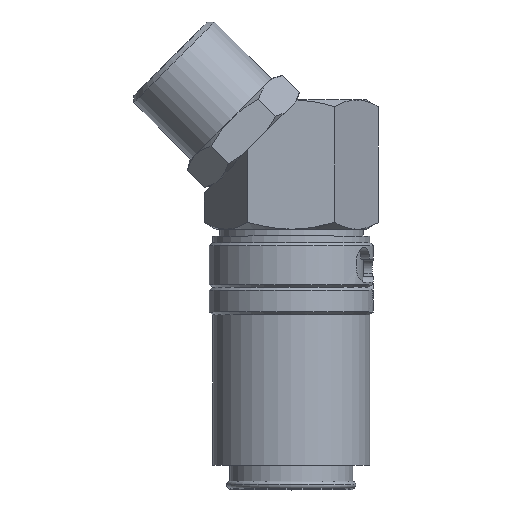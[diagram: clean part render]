
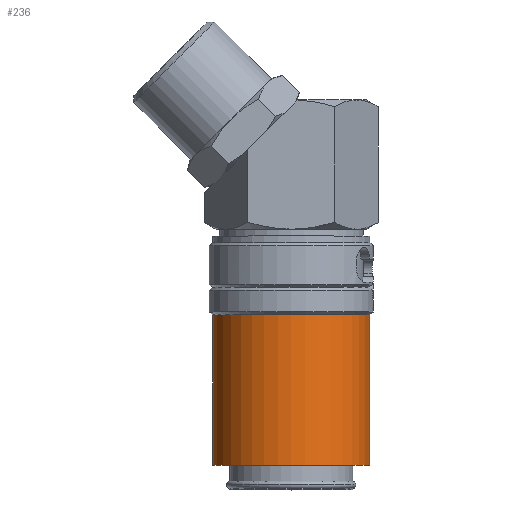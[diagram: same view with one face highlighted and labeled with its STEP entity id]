
A CAD part, top view. The second image highlights one B-rep face of the part: STEP entity #236.
In plain terms, the highlighted cylindrical face has radius 11.5 mm (diameter 23 mm), a partial arc.
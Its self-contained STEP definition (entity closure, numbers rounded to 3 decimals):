
#236=ADVANCED_FACE('',(#534),#535,.T.);
#534=FACE_OUTER_BOUND('',#890,.T.);
#535=CYLINDRICAL_SURFACE('',#891,11.5);
#890=EDGE_LOOP('',(#1530,#1531,#1532,#1533));
#891=AXIS2_PLACEMENT_3D('',#1534,#1535,#1536);
#1530=ORIENTED_EDGE('',*,*,#2328,.T.);
#1531=ORIENTED_EDGE('',*,*,#2093,.F.);
#1532=ORIENTED_EDGE('',*,*,#2329,.T.);
#1533=ORIENTED_EDGE('',*,*,#2330,.T.);
#1534=CARTESIAN_POINT('',(0.0,14.6,0.0));
#1535=DIRECTION('',(-0.0,1.0,0.0));
#1536=DIRECTION('',(1.0,0.0,0.0));
#2093=EDGE_CURVE('',#2483,#2478,#2485,.T.);
#2328=EDGE_CURVE('',#2857,#2478,#2858,.T.);
#2329=EDGE_CURVE('',#2483,#2859,#2860,.T.);
#2330=EDGE_CURVE('',#2859,#2857,#2861,.T.);
#2478=VERTEX_POINT('',#3027);
#2483=VERTEX_POINT('',#3033);
#2485=CIRCLE('',#3036,11.5);
#2857=VERTEX_POINT('',#4439);
#2858=LINE('',#4440,#4441);
#2859=VERTEX_POINT('',#4442);
#2860=LINE('',#4443,#4444);
#2861=CIRCLE('',#4445,11.5);
#3027=CARTESIAN_POINT('',(11.5,25.6,0.0));
#3033=CARTESIAN_POINT('',(-11.5,25.6,0.));
#3036=AXIS2_PLACEMENT_3D('',#5027,#5028,#5029);
#4439=CARTESIAN_POINT('',(11.5,3.6,0.0));
#4440=CARTESIAN_POINT('',(11.5,14.6,0.));
#4441=VECTOR('',#5318,1.0);
#4442=CARTESIAN_POINT('',(-11.5,3.6,0.));
#4443=CARTESIAN_POINT('',(-11.5,14.6,0.));
#4444=VECTOR('',#5319,1.0);
#4445=AXIS2_PLACEMENT_3D('',#5320,#5321,#5322);
#5027=CARTESIAN_POINT('',(0.0,25.6,0.0));
#5028=DIRECTION('',(-0.0,1.0,0.0));
#5029=DIRECTION('',(1.0,0.0,0.0));
#5318=DIRECTION('',(0.0,1.0,0.0));
#5319=DIRECTION('',(-0.0,-1.0,-0.0));
#5320=CARTESIAN_POINT('',(0.0,3.6,0.0));
#5321=DIRECTION('',(-0.0,1.0,0.0));
#5322=DIRECTION('',(1.0,0.0,0.0));
